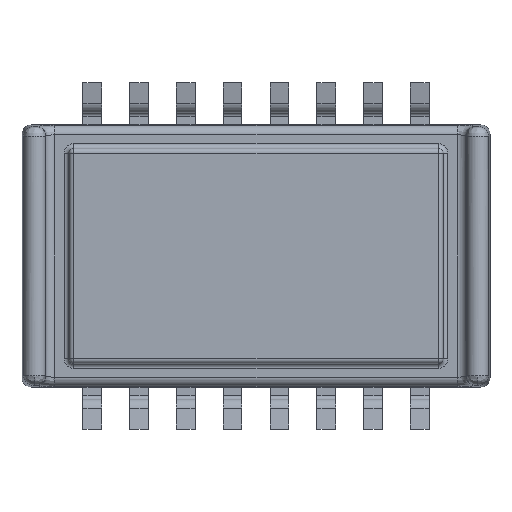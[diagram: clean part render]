
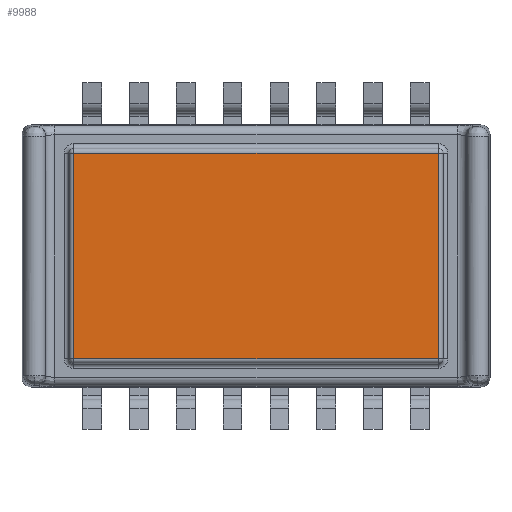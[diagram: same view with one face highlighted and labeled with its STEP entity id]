
A CAD part, front view. The second image highlights one B-rep face of the part: STEP entity #9988.
In plain terms, the highlighted planar face has unit normal (0, -1, 0).
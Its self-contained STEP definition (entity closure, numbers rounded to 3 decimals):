
#162 = DIRECTION ( 'NONE',  ( 0., 0., -1. ) ) ;
#1094 = EDGE_LOOP ( 'NONE', ( #12119, #5933, #1518, #2333 ) ) ;
#1518 = ORIENTED_EDGE ( 'NONE', *, *, #2804, .T. ) ;
#1529 = VERTEX_POINT ( 'NONE', #9649 ) ;
#2333 = ORIENTED_EDGE ( 'NONE', *, *, #10875, .T. ) ;
#2607 = VERTEX_POINT ( 'NONE', #9309 ) ;
#2667 = PLANE ( 'NONE',  #12436 ) ;
#2804 = EDGE_CURVE ( 'NONE', #7804, #1529, #11528, .T. ) ;
#2840 = DIRECTION ( 'NONE',  ( 0., 0., 1. ) ) ;
#2947 = DIRECTION ( 'NONE',  ( -1., 0., 0. ) ) ;
#3768 = CARTESIAN_POINT ( 'NONE',  ( 4.95, 0., 2.92 ) ) ;
#4062 = CARTESIAN_POINT ( 'NONE',  ( -5.075, 0., 2.92 ) ) ;
#4733 = CARTESIAN_POINT ( 'NONE',  ( 4.95, 0., 2.795 ) ) ;
#4846 = DIRECTION ( 'NONE',  ( 1., 0., 0. ) ) ;
#5242 = LINE ( 'NONE', #3768, #13266 ) ;
#5400 = CARTESIAN_POINT ( 'NONE',  ( -5.075, 0., 2.795 ) ) ;
#5536 = EDGE_CURVE ( 'NONE', #7386, #2607, #5795, .T. ) ;
#5542 = LINE ( 'NONE', #8520, #10411 ) ;
#5795 = LINE ( 'NONE', #5400, #6904 ) ;
#5804 = CARTESIAN_POINT ( 'NONE',  ( -5.075, 0., -2.795 ) ) ;
#5933 = ORIENTED_EDGE ( 'NONE', *, *, #9188, .T. ) ;
#6904 = VECTOR ( 'NONE', #8371, 1000. ) ;
#7081 = DIRECTION ( 'NONE',  ( 0., 1., 0. ) ) ;
#7386 = VERTEX_POINT ( 'NONE', #4733 ) ;
#7504 = CARTESIAN_POINT ( 'NONE',  ( -4.95, 0., -2.795 ) ) ;
#7804 = VERTEX_POINT ( 'NONE', #7504 ) ;
#8371 = DIRECTION ( 'NONE',  ( -1., 0., 0. ) ) ;
#8520 = CARTESIAN_POINT ( 'NONE',  ( -4.95, 0., 2.92 ) ) ;
#9188 = EDGE_CURVE ( 'NONE', #2607, #7804, #5542, .T. ) ;
#9309 = CARTESIAN_POINT ( 'NONE',  ( -4.95, 0., 2.795 ) ) ;
#9649 = CARTESIAN_POINT ( 'NONE',  ( 4.95, 0., -2.795 ) ) ;
#9988 = ADVANCED_FACE ( 'NONE', ( #11021 ), #2667, .F. ) ;
#10411 = VECTOR ( 'NONE', #162, 1000. ) ;
#10875 = EDGE_CURVE ( 'NONE', #1529, #7386, #5242, .T. ) ;
#11021 = FACE_OUTER_BOUND ( 'NONE', #1094, .T. ) ;
#11528 = LINE ( 'NONE', #5804, #13521 ) ;
#12119 = ORIENTED_EDGE ( 'NONE', *, *, #5536, .T. ) ;
#12436 = AXIS2_PLACEMENT_3D ( 'NONE', #4062, #7081, #2947 ) ;
#13266 = VECTOR ( 'NONE', #2840, 1000. ) ;
#13521 = VECTOR ( 'NONE', #4846, 1000. ) ;
